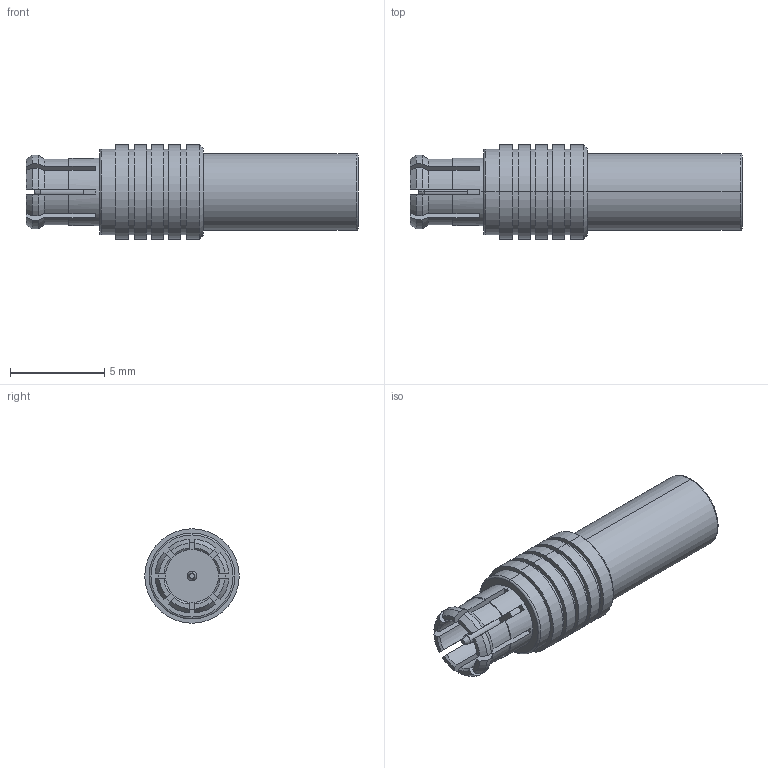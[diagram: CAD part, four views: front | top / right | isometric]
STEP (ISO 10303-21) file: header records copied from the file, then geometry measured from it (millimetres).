
FILE_DESCRIPTION((''),'2;1');
FILE_NAME('PRT0001','2021-08-31T',('1111'),(''),'PRO/ENGINEER BY PARAMETRIC TECHNOLOGY CORPORATION, 2012090','PRO/ENGINEER BY PARAMETRIC TECHNOLOGY CORPORATION, 2012090','');
FILE_SCHEMA(('CONFIG_CONTROL_DESIGN'));
Length unit declared in the file: millimetre
Products named in the file (1): PRT0001
Bounding box: 17.59 x 5 x 5 mm (x, y, z)
Volume: 185.5 mm3; surface area: 473.6 mm2
Topology: 1 solids, 1 shells, 862 faces, 2018 edges, 1172 vertices
Faces by surface type: plane 404, extrusion 264, cylinder 158, cone 30, torus 6
Entity records: 28139 total; most frequent: CARTESIAN_POINT 11145, ORIENTED_EDGE 4036, DIRECTION 2380, EDGE_CURVE 2018, B_SPLINE_CURVE_WITH_KNOTS 1560, VERTEX_POINT 1172, EDGE_LOOP 876, FACE_OUTER_BOUND 862
